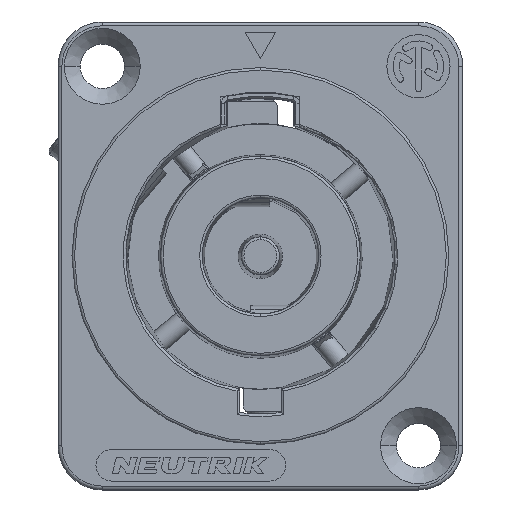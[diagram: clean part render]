
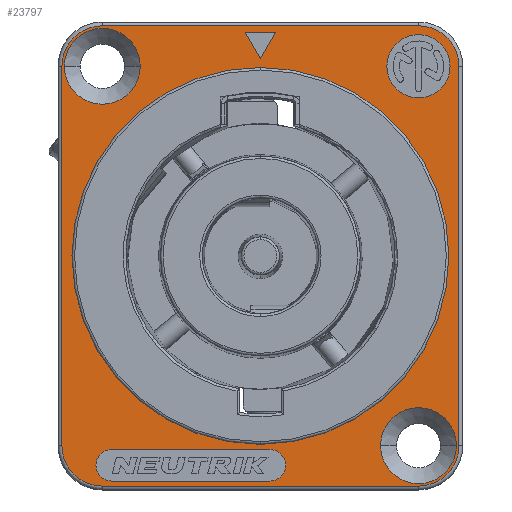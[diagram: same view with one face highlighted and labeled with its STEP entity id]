
A CAD part, top view. The second image highlights one B-rep face of the part: STEP entity #23797.
In plain terms, the highlighted planar face has unit normal (0, 0, 1).
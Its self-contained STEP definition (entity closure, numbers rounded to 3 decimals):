
#5387=CARTESIAN_POINT('',(0.,0.,-2.5));
#5388=DIRECTION('',(0.,0.,1.));
#5389=DIRECTION('',(0.,-1.,0.));
#5390=AXIS2_PLACEMENT_3D('',#5387,#5388,#5389);
#5396=CARTESIAN_POINT('',(0.,0.,-2.5));
#5397=DIRECTION('',(0.,0.,-1.));
#5398=DIRECTION('',(0.,-1.,0.));
#5399=AXIS2_PLACEMENT_3D('',#5396,#5397,#5398);
#5401=CARTESIAN_POINT('',(12.5,15.,-2.5));
#5402=DIRECTION('',(0.,0.,1.));
#5403=DIRECTION('',(1.,0.,0.));
#5404=AXIS2_PLACEMENT_3D('',#5401,#5402,#5403);
#5406=CARTESIAN_POINT('',(12.5,15.,-2.5));
#5407=DIRECTION('',(0.,0.,1.));
#5408=DIRECTION('',(-1.,0.,0.));
#5409=AXIS2_PLACEMENT_3D('',#5406,#5407,#5408);
#5411=DIRECTION('',(-1.,0.,0.));
#5412=VECTOR('',#5411,12.5);
#5413=CARTESIAN_POINT('',(0.75,-15.3,-2.5));
#5414=LINE('',#5413,#5412);
#5415=CARTESIAN_POINT('',(-11.75,-16.55,-2.5));
#5416=DIRECTION('',(0.,0.,1.));
#5417=DIRECTION('',(0.,1.,0.));
#5418=AXIS2_PLACEMENT_3D('',#5415,#5416,#5417);
#5420=DIRECTION('',(1.,0.,0.));
#5421=VECTOR('',#5420,12.5);
#5422=CARTESIAN_POINT('',(-11.75,-17.8,-2.5));
#5423=LINE('',#5422,#5421);
#5424=CARTESIAN_POINT('',(0.75,-16.55,-2.5));
#5425=DIRECTION('',(0.,0.,1.));
#5426=DIRECTION('',(0.,-1.,0.));
#5427=AXIS2_PLACEMENT_3D('',#5424,#5425,#5426);
#5429=CARTESIAN_POINT('',(-12.5,15.,-2.5));
#5430=DIRECTION('',(0.,0.,1.));
#5431=DIRECTION('',(1.,0.,0.));
#5432=AXIS2_PLACEMENT_3D('',#5429,#5430,#5431);
#5434=CARTESIAN_POINT('',(-12.5,15.,-2.5));
#5435=DIRECTION('',(0.,0.,1.));
#5436=DIRECTION('',(-1.,0.,0.));
#5437=AXIS2_PLACEMENT_3D('',#5434,#5435,#5436);
#5439=CARTESIAN_POINT('',(12.5,-15.,-2.5));
#5440=DIRECTION('',(0.,0.,1.));
#5441=DIRECTION('',(1.,0.,0.));
#5442=AXIS2_PLACEMENT_3D('',#5439,#5440,#5441);
#5444=CARTESIAN_POINT('',(12.5,-15.,-2.5));
#5445=DIRECTION('',(0.,0.,1.));
#5446=DIRECTION('',(-1.,0.,0.));
#5447=AXIS2_PLACEMENT_3D('',#5444,#5445,#5446);
#5449=DIRECTION('',(0.5,-0.866,0.));
#5450=VECTOR('',#5449,2.4);
#5451=CARTESIAN_POINT('',(-1.2,17.7,-2.5));
#5452=LINE('',#5451,#5450);
#5453=DIRECTION('',(0.5,0.866,0.));
#5454=VECTOR('',#5453,2.4);
#5455=CARTESIAN_POINT('',(0.,15.622,-2.5));
#5456=LINE('',#5455,#5454);
#5457=DIRECTION('',(-1.,0.,0.));
#5458=VECTOR('',#5457,2.4);
#5459=CARTESIAN_POINT('',(1.2,17.7,-2.5));
#5460=LINE('',#5459,#5458);
#6902=DIRECTION('',(-1.,0.,0.));
#6903=VECTOR('',#6902,25.);
#6904=CARTESIAN_POINT('',(12.5,18.2,-2.5));
#6905=LINE('',#6904,#6903);
#6915=CARTESIAN_POINT('',(-12.5,15.,-2.5));
#6916=DIRECTION('',(0.,0.,1.));
#6917=DIRECTION('',(0.,1.,0.));
#6918=AXIS2_PLACEMENT_3D('',#6915,#6916,#6917);
#6930=DIRECTION('',(0.,-1.,0.));
#6931=VECTOR('',#6930,30.);
#6932=CARTESIAN_POINT('',(-15.7,15.,-2.5));
#6933=LINE('',#6932,#6931);
#6943=CARTESIAN_POINT('',(-12.5,-15.,-2.5));
#6944=DIRECTION('',(0.,0.,1.));
#6945=DIRECTION('',(-1.,0.,0.));
#6946=AXIS2_PLACEMENT_3D('',#6943,#6944,#6945);
#6958=DIRECTION('',(1.,0.,0.));
#6959=VECTOR('',#6958,25.);
#6960=CARTESIAN_POINT('',(-12.5,-18.2,-2.5));
#6961=LINE('',#6960,#6959);
#6971=CARTESIAN_POINT('',(12.5,-15.,-2.5));
#6972=DIRECTION('',(0.,0.,1.));
#6973=DIRECTION('',(0.,-1.,0.));
#6974=AXIS2_PLACEMENT_3D('',#6971,#6972,#6973);
#6986=DIRECTION('',(0.,1.,0.));
#6987=VECTOR('',#6986,30.);
#6988=CARTESIAN_POINT('',(15.7,-15.,-2.5));
#6989=LINE('',#6988,#6987);
#6999=CARTESIAN_POINT('',(12.5,15.,-2.5));
#7000=DIRECTION('',(0.,0.,1.));
#7001=DIRECTION('',(1.,0.,0.));
#7002=AXIS2_PLACEMENT_3D('',#6999,#7000,#7001);
#13558=CARTESIAN_POINT('',(0.,-14.9,-2.5));
#13559=CARTESIAN_POINT('',(0.,14.9,-2.5));
#13560=VERTEX_POINT('',#13558);
#13561=VERTEX_POINT('',#13559);
#13747=CARTESIAN_POINT('',(15.,15.,-2.5));
#13748=CARTESIAN_POINT('',(10.,15.,-2.5));
#13749=VERTEX_POINT('',#13747);
#13750=VERTEX_POINT('',#13748);
#13751=CARTESIAN_POINT('',(0.75,-15.3,-2.5));
#13752=CARTESIAN_POINT('',(-11.75,-15.3,-2.5));
#13753=VERTEX_POINT('',#13751);
#13754=VERTEX_POINT('',#13752);
#13755=CARTESIAN_POINT('',(-11.75,-17.8,-2.5));
#13756=VERTEX_POINT('',#13755);
#13757=CARTESIAN_POINT('',(0.75,-17.8,-2.5));
#13758=VERTEX_POINT('',#13757);
#13759=CARTESIAN_POINT('',(-9.5,15.,-2.5));
#13760=CARTESIAN_POINT('',(-15.5,15.,-2.5));
#13761=VERTEX_POINT('',#13759);
#13762=VERTEX_POINT('',#13760);
#13763=CARTESIAN_POINT('',(15.5,-15.,-2.5));
#13764=CARTESIAN_POINT('',(9.5,-15.,-2.5));
#13765=VERTEX_POINT('',#13763);
#13766=VERTEX_POINT('',#13764);
#13781=CARTESIAN_POINT('',(-1.2,17.7,-2.5));
#13782=CARTESIAN_POINT('',(0.,15.622,-2.5));
#13783=VERTEX_POINT('',#13781);
#13784=VERTEX_POINT('',#13782);
#13785=CARTESIAN_POINT('',(1.2,17.7,-2.5));
#13786=VERTEX_POINT('',#13785);
#14528=CARTESIAN_POINT('',(15.7,15.,-2.5));
#14529=CARTESIAN_POINT('',(12.5,18.2,-2.5));
#14530=VERTEX_POINT('',#14528);
#14531=VERTEX_POINT('',#14529);
#14536=CARTESIAN_POINT('',(-12.5,18.2,-2.5));
#14537=VERTEX_POINT('',#14536);
#14540=CARTESIAN_POINT('',(-15.7,15.,-2.5));
#14541=VERTEX_POINT('',#14540);
#14544=CARTESIAN_POINT('',(-15.7,-15.,-2.5));
#14545=VERTEX_POINT('',#14544);
#14548=CARTESIAN_POINT('',(-12.5,-18.2,-2.5));
#14549=VERTEX_POINT('',#14548);
#14552=CARTESIAN_POINT('',(12.5,-18.2,-2.5));
#14553=VERTEX_POINT('',#14552);
#14556=CARTESIAN_POINT('',(15.7,-15.,-2.5));
#14557=VERTEX_POINT('',#14556);
#23734=CARTESIAN_POINT('',(0.,0.,-2.5));
#23735=DIRECTION('',(0.,0.,-1.));
#23736=DIRECTION('',(0.,1.,0.));
#23737=AXIS2_PLACEMENT_3D('',#23734,#23735,#23736);
#23738=PLANE('',#23737);
#23740=ORIENTED_EDGE('',*,*,#23739,.F.);
#23742=ORIENTED_EDGE('',*,*,#23741,.F.);
#23744=ORIENTED_EDGE('',*,*,#23743,.F.);
#23746=ORIENTED_EDGE('',*,*,#23745,.F.);
#23748=ORIENTED_EDGE('',*,*,#23747,.F.);
#23750=ORIENTED_EDGE('',*,*,#23749,.F.);
#23752=ORIENTED_EDGE('',*,*,#23751,.F.);
#23754=ORIENTED_EDGE('',*,*,#23753,.F.);
#23755=EDGE_LOOP('',(#23740,#23742,#23744,#23746,#23748,#23750,#23752,#23754));
#23756=FACE_OUTER_BOUND('',#23755,.F.);
#23758=ORIENTED_EDGE('',*,*,#23757,.T.);
#23760=ORIENTED_EDGE('',*,*,#23759,.T.);
#23761=EDGE_LOOP('',(#23758,#23760));
#23762=FACE_BOUND('',#23761,.F.);
#23764=ORIENTED_EDGE('',*,*,#23763,.T.);
#23766=ORIENTED_EDGE('',*,*,#23765,.T.);
#23768=ORIENTED_EDGE('',*,*,#23767,.T.);
#23770=ORIENTED_EDGE('',*,*,#23769,.T.);
#23771=EDGE_LOOP('',(#23764,#23766,#23768,#23770));
#23772=FACE_BOUND('',#23771,.F.);
#23774=ORIENTED_EDGE('',*,*,#23773,.T.);
#23776=ORIENTED_EDGE('',*,*,#23775,.T.);
#23777=EDGE_LOOP('',(#23774,#23776));
#23778=FACE_BOUND('',#23777,.F.);
#23780=ORIENTED_EDGE('',*,*,#23779,.T.);
#23782=ORIENTED_EDGE('',*,*,#23781,.T.);
#23783=EDGE_LOOP('',(#23780,#23782));
#23784=FACE_BOUND('',#23783,.F.);
#23786=ORIENTED_EDGE('',*,*,#23785,.T.);
#23788=ORIENTED_EDGE('',*,*,#23787,.T.);
#23790=ORIENTED_EDGE('',*,*,#23789,.T.);
#23791=EDGE_LOOP('',(#23786,#23788,#23790));
#23792=FACE_BOUND('',#23791,.F.);
#23793=ORIENTED_EDGE('',*,*,#23714,.T.);
#23794=ORIENTED_EDGE('',*,*,#23728,.F.);
#23795=EDGE_LOOP('',(#23793,#23794));
#23796=FACE_BOUND('',#23795,.F.);
#5391=CIRCLE('',#5390,14.9);
#5400=CIRCLE('',#5399,14.9);
#5405=CIRCLE('',#5404,2.5);
#5410=CIRCLE('',#5409,2.5);
#5419=CIRCLE('',#5418,1.25);
#5428=CIRCLE('',#5427,1.25);
#5433=CIRCLE('',#5432,3.);
#5438=CIRCLE('',#5437,3.);
#5443=CIRCLE('',#5442,3.);
#5448=CIRCLE('',#5447,3.);
#6919=CIRCLE('',#6918,3.2);
#6947=CIRCLE('',#6946,3.2);
#6975=CIRCLE('',#6974,3.2);
#7003=CIRCLE('',#7002,3.2);
#23714=EDGE_CURVE('',#13560,#13561,#5391,.T.);
#23728=EDGE_CURVE('',#13560,#13561,#5400,.T.);
#23739=EDGE_CURVE('',#14530,#14531,#7003,.T.);
#23741=EDGE_CURVE('',#14557,#14530,#6989,.T.);
#23743=EDGE_CURVE('',#14553,#14557,#6975,.T.);
#23745=EDGE_CURVE('',#14549,#14553,#6961,.T.);
#23747=EDGE_CURVE('',#14545,#14549,#6947,.T.);
#23749=EDGE_CURVE('',#14541,#14545,#6933,.T.);
#23751=EDGE_CURVE('',#14537,#14541,#6919,.T.);
#23753=EDGE_CURVE('',#14531,#14537,#6905,.T.);
#23757=EDGE_CURVE('',#13749,#13750,#5405,.T.);
#23759=EDGE_CURVE('',#13750,#13749,#5410,.T.);
#23763=EDGE_CURVE('',#13753,#13754,#5414,.T.);
#23765=EDGE_CURVE('',#13754,#13756,#5419,.T.);
#23767=EDGE_CURVE('',#13756,#13758,#5423,.T.);
#23769=EDGE_CURVE('',#13758,#13753,#5428,.T.);
#23773=EDGE_CURVE('',#13761,#13762,#5433,.T.);
#23775=EDGE_CURVE('',#13762,#13761,#5438,.T.);
#23779=EDGE_CURVE('',#13765,#13766,#5443,.T.);
#23781=EDGE_CURVE('',#13766,#13765,#5448,.T.);
#23785=EDGE_CURVE('',#13783,#13784,#5452,.T.);
#23787=EDGE_CURVE('',#13784,#13786,#5456,.T.);
#23789=EDGE_CURVE('',#13786,#13783,#5460,.T.);
#23797=ADVANCED_FACE('',(#23756,#23762,#23772,#23778,#23784,#23792,#23796),
#23738,.F.);
